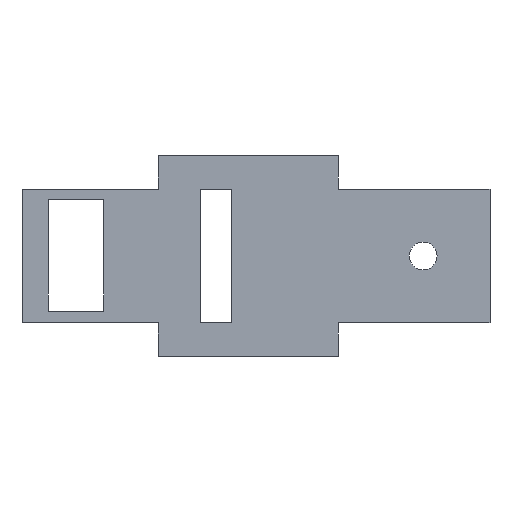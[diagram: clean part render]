
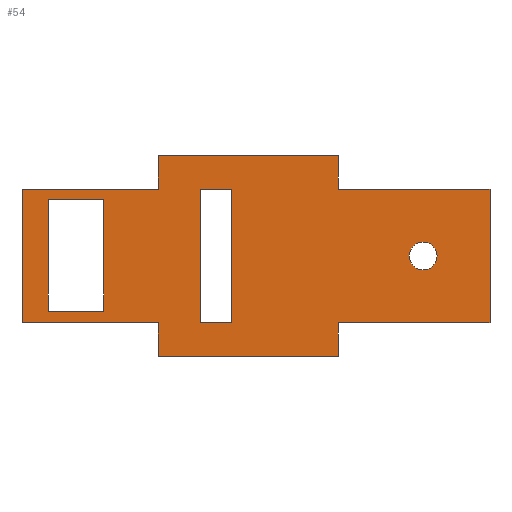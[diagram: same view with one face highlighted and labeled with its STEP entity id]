
A CAD part, front view. The second image highlights one B-rep face of the part: STEP entity #54.
In plain terms, the highlighted planar face has unit normal (0, -1, 0).
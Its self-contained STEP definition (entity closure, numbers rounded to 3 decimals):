
#54=ADVANCED_FACE('',(#91,#93,#95,#97),#99,.F.);
#91=FACE_BOUND('',#92,.T.);
#92=EDGE_LOOP('',(#292,#293,#294,#295,#296,#297,#298,#299,#300,#301,#302,#303));
#93=FACE_BOUND('',#94,.T.);
#94=EDGE_LOOP('',(#304,#305,#306,#307));
#95=FACE_BOUND('',#96,.T.);
#96=EDGE_LOOP('',(#308));
#97=FACE_BOUND('',#98,.T.);
#98=EDGE_LOOP('',(#309,#310,#311,#312));
#99=PLANE('',#100);
#100=AXIS2_PLACEMENT_3D('',#101,#102,#103);
#101=CARTESIAN_POINT('',(0.,0.,0.));
#102=DIRECTION('',(0.,1.,0.));
#103=DIRECTION('',(0.,0.,-1.));
#292=ORIENTED_EDGE('',*,*,#420,.F.);
#293=ORIENTED_EDGE('',*,*,#421,.T.);
#294=ORIENTED_EDGE('',*,*,#422,.F.);
#295=ORIENTED_EDGE('',*,*,#423,.F.);
#296=ORIENTED_EDGE('',*,*,#424,.F.);
#297=ORIENTED_EDGE('',*,*,#425,.F.);
#298=ORIENTED_EDGE('',*,*,#426,.F.);
#299=ORIENTED_EDGE('',*,*,#427,.F.);
#300=ORIENTED_EDGE('',*,*,#428,.T.);
#301=ORIENTED_EDGE('',*,*,#429,.T.);
#302=ORIENTED_EDGE('',*,*,#430,.F.);
#303=ORIENTED_EDGE('',*,*,#431,.F.);
#304=ORIENTED_EDGE('',*,*,#432,.T.);
#305=ORIENTED_EDGE('',*,*,#433,.T.);
#306=ORIENTED_EDGE('',*,*,#434,.T.);
#307=ORIENTED_EDGE('',*,*,#435,.T.);
#308=ORIENTED_EDGE('',*,*,#436,.T.);
#309=ORIENTED_EDGE('',*,*,#437,.T.);
#310=ORIENTED_EDGE('',*,*,#438,.T.);
#311=ORIENTED_EDGE('',*,*,#439,.T.);
#312=ORIENTED_EDGE('',*,*,#440,.T.);
#420=EDGE_CURVE('',#505,#506,#507,.T.);
#421=EDGE_CURVE('',#505,#508,#509,.T.);
#422=EDGE_CURVE('',#510,#508,#511,.T.);
#423=EDGE_CURVE('',#512,#510,#513,.T.);
#424=EDGE_CURVE('',#514,#512,#515,.T.);
#425=EDGE_CURVE('',#516,#514,#517,.T.);
#426=EDGE_CURVE('',#518,#516,#519,.T.);
#427=EDGE_CURVE('',#520,#518,#521,.T.);
#428=EDGE_CURVE('',#520,#522,#523,.T.);
#429=EDGE_CURVE('',#522,#524,#525,.T.);
#430=EDGE_CURVE('',#526,#524,#527,.T.);
#431=EDGE_CURVE('',#506,#526,#528,.T.);
#432=EDGE_CURVE('',#529,#530,#531,.T.);
#433=EDGE_CURVE('',#530,#532,#533,.T.);
#434=EDGE_CURVE('',#532,#534,#535,.T.);
#435=EDGE_CURVE('',#534,#529,#536,.T.);
#436=EDGE_CURVE('',#537,#537,#538,.T.);
#437=EDGE_CURVE('',#539,#540,#541,.T.);
#438=EDGE_CURVE('',#540,#542,#543,.T.);
#439=EDGE_CURVE('',#542,#544,#545,.T.);
#440=EDGE_CURVE('',#544,#539,#546,.T.);
#505=VERTEX_POINT('',#656);
#506=VERTEX_POINT('',#657);
#507=LINE('',#658,#659);
#508=VERTEX_POINT('',#661);
#509=LINE('',#662,#663);
#510=VERTEX_POINT('',#665);
#511=LINE('',#666,#667);
#512=VERTEX_POINT('',#669);
#513=LINE('',#670,#671);
#514=VERTEX_POINT('',#673);
#515=LINE('',#674,#675);
#516=VERTEX_POINT('',#677);
#517=LINE('',#678,#679);
#518=VERTEX_POINT('',#681);
#519=LINE('',#682,#683);
#520=VERTEX_POINT('',#685);
#521=LINE('',#686,#687);
#522=VERTEX_POINT('',#689);
#523=LINE('',#690,#691);
#524=VERTEX_POINT('',#693);
#525=LINE('',#694,#695);
#526=VERTEX_POINT('',#697);
#527=LINE('',#698,#699);
#528=LINE('',#701,#702);
#529=VERTEX_POINT('',#704);
#530=VERTEX_POINT('',#705);
#531=LINE('',#706,#707);
#532=VERTEX_POINT('',#709);
#533=LINE('',#710,#711);
#534=VERTEX_POINT('',#713);
#535=LINE('',#714,#715);
#536=LINE('',#717,#718);
#537=VERTEX_POINT('',#720);
#538=CIRCLE('',#721,1.25);
#539=VERTEX_POINT('',#725);
#540=VERTEX_POINT('',#726);
#541=LINE('',#727,#728);
#542=VERTEX_POINT('',#730);
#543=LINE('',#731,#732);
#544=VERTEX_POINT('',#734);
#545=LINE('',#735,#736);
#546=LINE('',#738,#739);
#656=CARTESIAN_POINT('',(-7.606,0.,6.));
#657=CARTESIAN_POINT('',(6.,0.,6.));
#658=CARTESIAN_POINT('',(-7.606,0.,6.));
#659=VECTOR('',#660,1.);
#660=DIRECTION('',(1.,0.,0.));
#661=CARTESIAN_POINT('',(-7.606,0.,9.));
#662=CARTESIAN_POINT('',(-7.606,0.,6.));
#663=VECTOR('',#664,1.);
#664=DIRECTION('',(0.,0.,1.));
#665=CARTESIAN_POINT('',(-23.78,0.,9.));
#666=CARTESIAN_POINT('',(-23.78,0.,9.));
#667=VECTOR('',#668,1.);
#668=DIRECTION('',(1.,0.,0.));
#669=CARTESIAN_POINT('',(-23.78,0.,6.));
#670=CARTESIAN_POINT('',(-23.78,0.,6.));
#671=VECTOR('',#672,1.);
#672=DIRECTION('',(0.,0.,1.));
#673=CARTESIAN_POINT('',(-36.,0.,6.));
#674=CARTESIAN_POINT('',(-36.,0.,6.));
#675=VECTOR('',#676,1.);
#676=DIRECTION('',(1.,0.,0.));
#677=CARTESIAN_POINT('',(-36.,0.,-6.));
#678=CARTESIAN_POINT('',(-36.,0.,-6.));
#679=VECTOR('',#680,1.);
#680=DIRECTION('',(0.,0.,1.));
#681=CARTESIAN_POINT('',(-23.78,0.,-6.));
#682=CARTESIAN_POINT('',(-23.78,0.,-6.));
#683=VECTOR('',#684,1.);
#684=DIRECTION('',(-1.,0.,0.));
#685=CARTESIAN_POINT('',(-23.78,0.,-9.));
#686=CARTESIAN_POINT('',(-23.78,0.,-9.));
#687=VECTOR('',#688,1.);
#688=DIRECTION('',(0.,0.,1.));
#689=CARTESIAN_POINT('',(-7.606,0.,-9.));
#690=CARTESIAN_POINT('',(-23.78,0.,-9.));
#691=VECTOR('',#692,1.);
#692=DIRECTION('',(1.,0.,0.));
#693=CARTESIAN_POINT('',(-7.606,0.,-6.));
#694=CARTESIAN_POINT('',(-7.606,0.,-9.));
#695=VECTOR('',#696,1.);
#696=DIRECTION('',(0.,0.,1.));
#697=CARTESIAN_POINT('',(6.,0.,-6.));
#698=CARTESIAN_POINT('',(6.,0.,-6.));
#699=VECTOR('',#700,1.);
#700=DIRECTION('',(-1.,0.,0.));
#701=CARTESIAN_POINT('',(6.,0.,6.));
#702=VECTOR('',#703,1.);
#703=DIRECTION('',(0.,0.,-1.));
#704=CARTESIAN_POINT('',(-20.,0.,-6.));
#705=CARTESIAN_POINT('',(-20.,0.,6.));
#706=CARTESIAN_POINT('',(-20.,0.,-6.));
#707=VECTOR('',#708,1.);
#708=DIRECTION('',(0.,0.,1.));
#709=CARTESIAN_POINT('',(-17.208,0.,6.));
#710=CARTESIAN_POINT('',(-20.,0.,6.));
#711=VECTOR('',#712,1.);
#712=DIRECTION('',(1.,0.,0.));
#713=CARTESIAN_POINT('',(-17.208,0.,-6.));
#714=CARTESIAN_POINT('',(-17.208,0.,6.));
#715=VECTOR('',#716,1.);
#716=DIRECTION('',(0.,0.,-1.));
#717=CARTESIAN_POINT('',(-17.208,0.,-6.));
#718=VECTOR('',#719,1.);
#719=DIRECTION('',(-1.,0.,0.));
#720=CARTESIAN_POINT('',(0.,0.,-1.25));
#721=AXIS2_PLACEMENT_3D('',#722,#723,#724);
#722=CARTESIAN_POINT('',(0.,0.,0.));
#723=DIRECTION('',(0.,1.,0.));
#724=DIRECTION('',(0.,0.,-1.));
#725=CARTESIAN_POINT('',(-33.646,0.,5.058));
#726=CARTESIAN_POINT('',(-28.646,0.,5.058));
#727=CARTESIAN_POINT('',(-33.646,0.,5.058));
#728=VECTOR('',#729,1.);
#729=DIRECTION('',(1.,0.,0.));
#730=CARTESIAN_POINT('',(-28.646,0.,-4.942));
#731=CARTESIAN_POINT('',(-28.646,0.,5.058));
#732=VECTOR('',#733,1.);
#733=DIRECTION('',(0.,0.,-1.));
#734=CARTESIAN_POINT('',(-33.646,0.,-4.942));
#735=CARTESIAN_POINT('',(-28.646,0.,-4.942));
#736=VECTOR('',#737,1.);
#737=DIRECTION('',(-1.,0.,0.));
#738=CARTESIAN_POINT('',(-33.646,0.,-4.942));
#739=VECTOR('',#740,1.);
#740=DIRECTION('',(0.,0.,1.));
